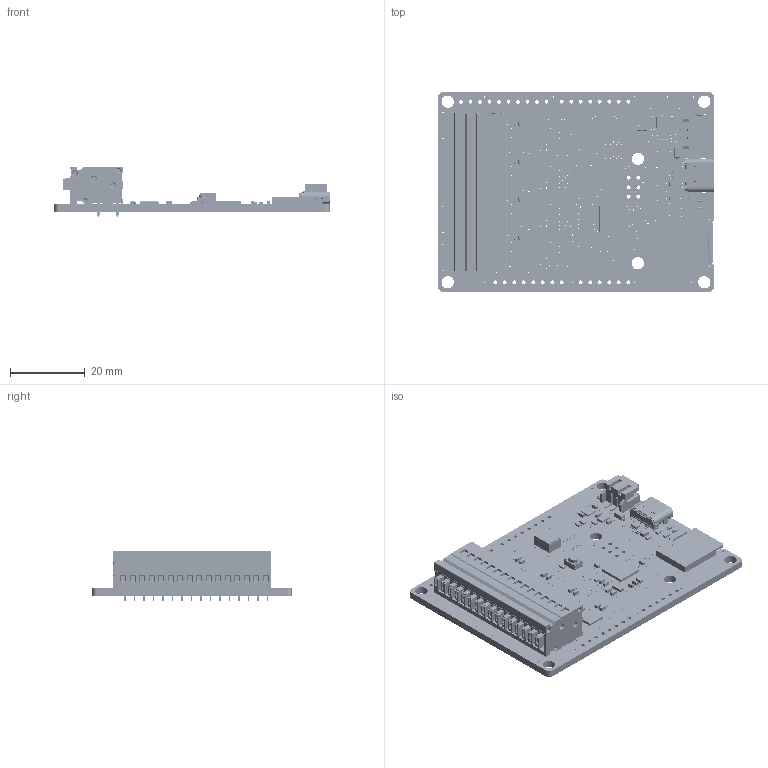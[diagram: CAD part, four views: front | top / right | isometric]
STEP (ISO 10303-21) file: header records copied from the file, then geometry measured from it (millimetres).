
FILE_DESCRIPTION(/* description */ ('','CAx-IF Rec.Pracs.---Representation and Presentation of Product Manufacturing Information (PMI)---4.0---2014-10-13'),/* implementation_level */ '2;1');
FILE_NAME(/* name */ 'FDQ-30002 - R3aktor Core Thermo - Quad RTD v5.step',/* time_stamp */ '2025-03-17T08:31:20-05:00',/* author */ (''),/* organization */ (''),/* preprocessor_version */ 'ST-DEVELOPER v20',/* originating_system */ 'Autodesk Translation Framework v13.20.0.188',/* authorisation */ '');
FILE_SCHEMA (('AP242_MANAGED_MODEL_BASED_3D_ENGINEERING_MIM_LF { 1 0 10303 442 1 1 4 }'));
Products named in the file (28): FDQ-30002 - R3aktor Core Thermo - Quad RTD; Board; Packages; MICROSD_21477; QFN50P700X700X90-49N; CHIPLED_0603; TBL009-254-16; TBL009-254 - END CAP_Blue; TBL009-254 - PUSH BUTTON_Orange; TBL009-254 - BODY_Blue; SWITCH_SMTR_LFS; 1; 1 (1); 1 (2); FC-135_3.2X1.5; L0603K; GCT_USB4105-GF-A; JST_S2B-PH-SM4-TB(LF)(SN); SM04B-SRSS-TB; TQFN-EP-20; -MC-8DFN_2X3; SOD-123; UDFN6_3X3; SOT353; C0603K; C0805K; R0603; R1206
Assembly tree (104 placements, depth 4):
  FDQ-30002 - R3aktor Core Thermo - Quad RTD
    Board
    Packages
      MICROSD_21477
      QFN50P700X700X90-49N
      CHIPLED_0603  x3
      TBL009-254-16
        TBL009-254 - END CAP_Blue
        TBL009-254 - BODY_Blue  x16
        TBL009-254 - PUSH BUTTON_Orange  x16
      SWITCH_SMTR_LFS
        1
        1 (1)
        1 (2)
      FC-135_3.2X1.5
      L0603K  x2
      GCT_USB4105-GF-A
      JST_S2B-PH-SM4-TB(LF)(SN)
      SM04B-SRSS-TB
      TQFN-EP-20  x4
      -MC-8DFN_2X3
      SOD-123
      UDFN6_3X3
      SOT353
      C0603K  x26
      C0805K
      R0603  x14
      R1206  x4
Bounding box: 73.66 x 53.34 x 13.5 mm (x, y, z)
Volume: 13333.8 mm3; surface area: 21094.9 mm2
Topology: 219 solids, 222 shells, 8608 faces, 22723 edges, 14690 vertices
Faces by surface type: plane 6436, cylinder 1737, sphere 232, cone 110, torus 83, bspline 10
Full cylindrical faces by diameter (mm): 0.3 x8, 0.305 x281, 0.35 x8, 0.406 x1, 0.5 x2, 0.85 x32, 0.96 x2, 1 x34, 1.016 x38, 1.2 x32, 1.25 x48, 1.46 x2, 1.5 x48, 3.302 x1
Entity records: 147046 total; most frequent: CARTESIAN_POINT 25746, ORIENTED_EDGE 24744, DIRECTION 23932, EDGE_CURVE 12418, LINE 10132, VECTOR 10132, VERTEX_POINT 8102, AXIS2_PLACEMENT_3D 6900
